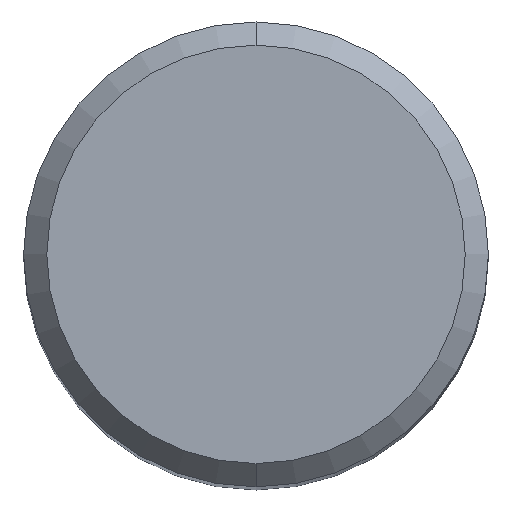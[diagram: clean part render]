
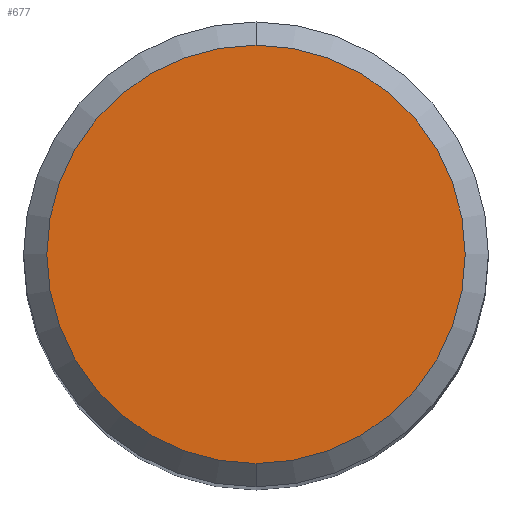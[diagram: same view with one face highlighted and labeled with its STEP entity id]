
A CAD part, top view. The second image highlights one B-rep face of the part: STEP entity #677.
In plain terms, the highlighted planar face has unit normal (0, 0, 1).
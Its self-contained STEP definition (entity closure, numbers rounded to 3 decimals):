
#471=VERTEX_POINT('',#1081);
#573=EDGE_CURVE('',#471,#861,#1193,.T.);
#677=ADVANCED_FACE('',(#1305),#1306,.T.);
#841=EDGE_CURVE('',#861,#471,#1486,.T.);
#861=VERTEX_POINT('',#1507);
#1081=CARTESIAN_POINT('',(0.,-7.2,0.0));
#1193=CIRCLE('',#2713,7.2);
#1305=FACE_OUTER_BOUND('',#3276,.T.);
#1306=PLANE('',#3277);
#1486=CIRCLE('',#8917,7.2);
#1507=CARTESIAN_POINT('',(0.0,7.2,0.0));
#2713=AXIS2_PLACEMENT_3D('',#9487,#9488,#9489);
#3276=EDGE_LOOP('',(#9583,#9584));
#3277=AXIS2_PLACEMENT_3D('',#9585,#9586,#9587);
#8917=AXIS2_PLACEMENT_3D('',#9771,#9772,#9773);
#9487=CARTESIAN_POINT('',(0.0,0.0,0.0));
#9488=DIRECTION('',(0.0,0.0,-1.0));
#9489=DIRECTION('',(0.0,1.0,0.0));
#9583=ORIENTED_EDGE('',*,*,#841,.F.);
#9584=ORIENTED_EDGE('',*,*,#573,.F.);
#9585=CARTESIAN_POINT('',(0.0,3.6,0.0));
#9586=DIRECTION('',(-0.0,0.0,1.0));
#9587=DIRECTION('',(0.0,-1.0,0.0));
#9771=CARTESIAN_POINT('',(0.0,0.0,0.0));
#9772=DIRECTION('',(0.0,0.0,-1.0));
#9773=DIRECTION('',(0.0,1.0,0.0));
